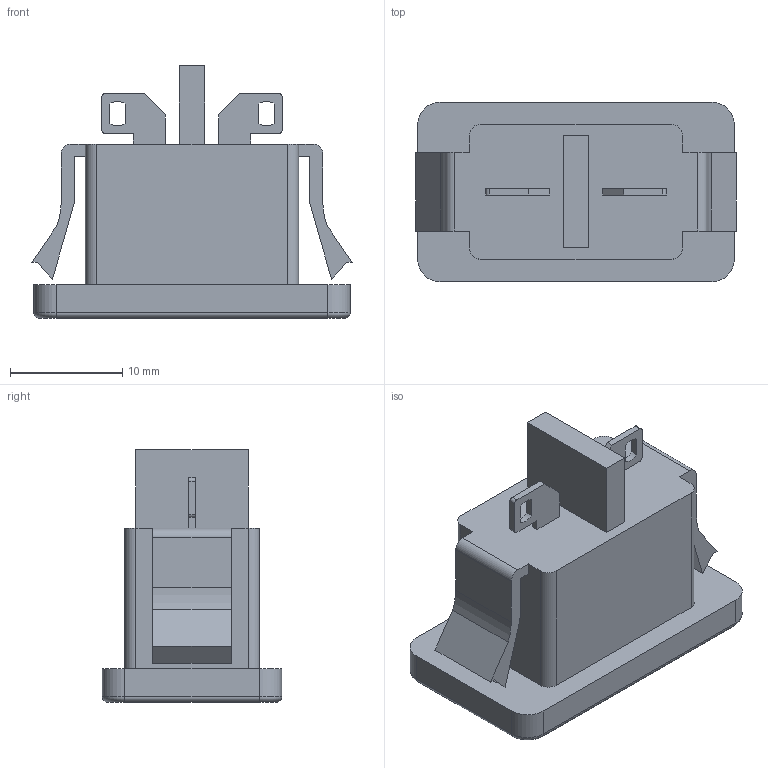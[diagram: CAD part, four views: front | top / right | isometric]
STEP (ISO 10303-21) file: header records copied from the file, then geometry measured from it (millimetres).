
FILE_DESCRIPTION((''),'2;1');
FILE_NAME('C7_PLUG-IN','2022-08-05T14:36:05',('Nagel_R'),(''),'CREO PARAMETRIC BY PTC INC, 2019164','CREO PARAMETRIC BY PTC INC, 2019164','');
FILE_SCHEMA(('AUTOMOTIVE_DESIGN { 1 0 10303 214 1 1 1 1 }'));
Length unit declared in the file: millimetre
Products named in the file (1): C7_PLUG-IN
Bounding box: 28.55 x 16 x 22.5 mm (x, y, z)
Surface area: 3489.5 mm2 (no closed solid volume)
Topology: 0 solids, 3 shells, 113 faces, 312 edges, 206 vertices
Faces by surface type: plane 65, cylinder 40, sphere 4, torus 4
Entity records: 4443 total; most frequent: DIRECTION 634, CARTESIAN_POINT 627, ORIENTED_EDGE 608, EDGE_CURVE 308, AXIS2_PLACEMENT_3D 213, VECTOR 208, LINE 208, VERTEX_POINT 206
